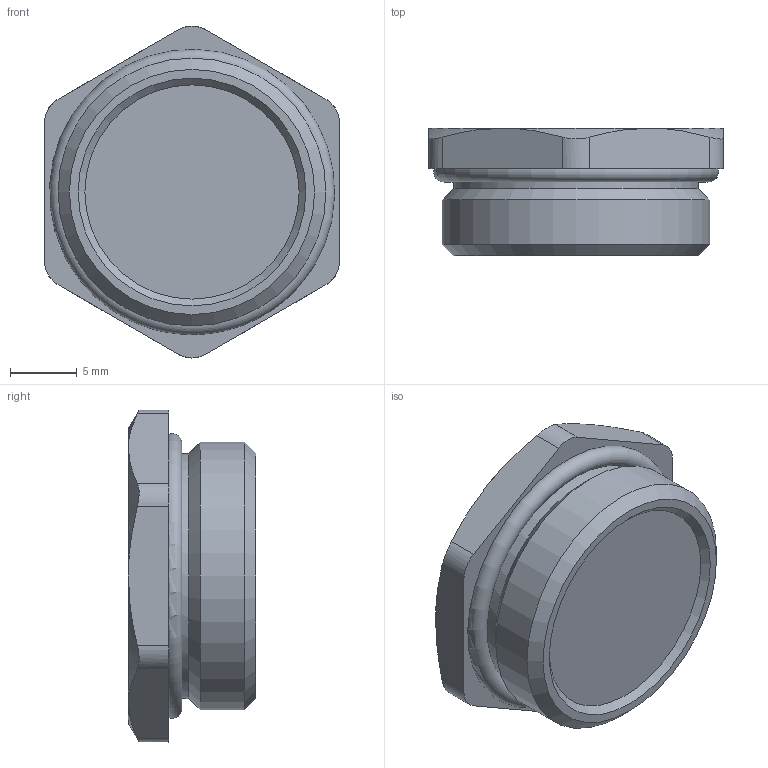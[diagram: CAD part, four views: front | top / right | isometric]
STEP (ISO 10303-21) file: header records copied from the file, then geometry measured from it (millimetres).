
FILE_DESCRIPTION(/* description */ (''),/* implementation_level */ '2;1');
FILE_NAME(/* name */ '',/* time_stamp */ '2023-10-09T11:35:24+07:00',/* author */ ('zeta-44'),/* organization */ (''),/* preprocessor_version */ 'ST-DEVELOPER v19.2',/* originating_system */ 'Autodesk Inventor 2024',/* authorisation */ '');
FILE_SCHEMA (('AUTOMOTIVE_DESIGN { 1 0 10303 214 3 1 1 }'));
Length unit declared in the file: millimetre
Products named in the file (1): Деталь4
Bounding box: 22 x 9.5 x 24.78 mm (x, y, z)
Volume: 3135.5 mm3; surface area: 1550.2 mm2
Topology: 1 solids, 1 shells, 28 faces, 66 edges, 42 vertices
Faces by surface type: plane 10, cone 9, cylinder 8, torus 1
Full cylindrical faces by diameter (mm): 18.3 x1, 20 x1
Entity records: 925 total; most frequent: CARTESIAN_POINT 215, ORIENTED_EDGE 132, DIRECTION 131, EDGE_CURVE 66, AXIS2_PLACEMENT_3D 54, VERTEX_POINT 42, EDGE_LOOP 30, FACE_OUTER_BOUND 28
